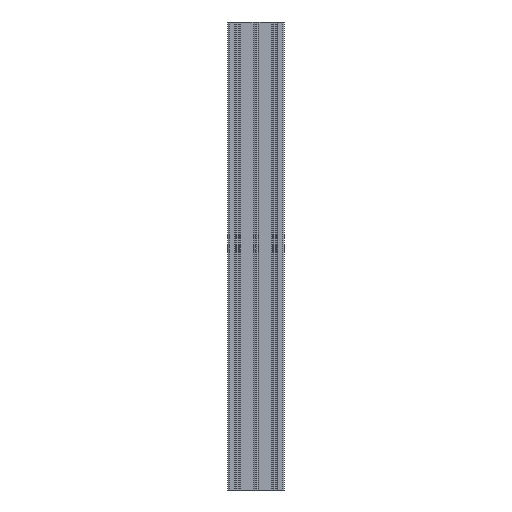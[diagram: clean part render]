
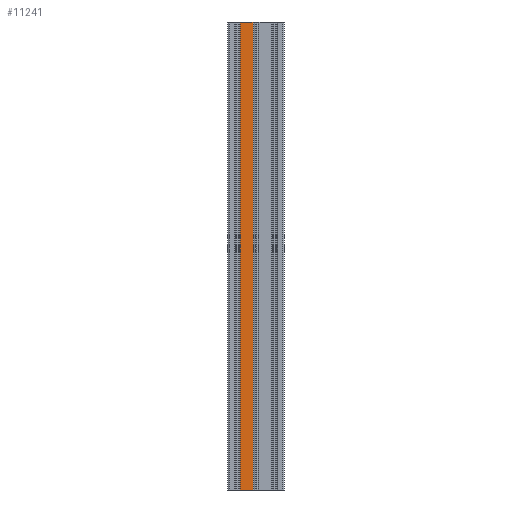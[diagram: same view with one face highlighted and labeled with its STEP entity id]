
A CAD part, front view. The second image highlights one B-rep face of the part: STEP entity #11241.
In plain terms, the highlighted planar face has unit normal (0, -1, 0).
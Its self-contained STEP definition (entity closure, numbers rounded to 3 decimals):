
#933 = VERTEX_POINT ( 'NONE', #10233 ) ;
#1305 = DIRECTION ( 'NONE',  ( 1., 0., 0. ) ) ;
#1680 = DIRECTION ( 'NONE',  ( 0., 1., 0. ) ) ;
#3459 = AXIS2_PLACEMENT_3D ( 'NONE', #8529, #1680, #17208 ) ;
#3688 = CARTESIAN_POINT ( 'NONE',  ( 155579.69, 71944.62, 500. ) ) ;
#4074 = FACE_OUTER_BOUND ( 'NONE', #5840, .T. ) ;
#4530 = PLANE ( 'NONE',  #3459 ) ;
#4890 = DIRECTION ( 'NONE',  ( 1., 0., 0. ) ) ;
#5757 = VERTEX_POINT ( 'NONE', #9242 ) ;
#5764 = ORIENTED_EDGE ( 'NONE', *, *, #7834, .T. ) ;
#5840 = EDGE_LOOP ( 'NONE', ( #6512, #10102, #18052, #5764 ) ) ;
#6512 = ORIENTED_EDGE ( 'NONE', *, *, #7013, .T. ) ;
#6670 = DIRECTION ( 'NONE',  ( 0., 0., -1. ) ) ;
#6817 = VERTEX_POINT ( 'NONE', #3688 ) ;
#6958 = DIRECTION ( 'NONE',  ( 0., 0., -1. ) ) ;
#7013 = EDGE_CURVE ( 'NONE', #11496, #933, #14274, .T. ) ;
#7734 = LINE ( 'NONE', #13505, #12592 ) ;
#7834 = EDGE_CURVE ( 'NONE', #6817, #11496, #11201, .T. ) ;
#8529 = CARTESIAN_POINT ( 'NONE',  ( 0., 71944.62, 500. ) ) ;
#9242 = CARTESIAN_POINT ( 'NONE',  ( 155607.09, 71944.62, 500. ) ) ;
#9486 = LINE ( 'NONE', #16576, #12236 ) ;
#10022 = CARTESIAN_POINT ( 'NONE',  ( 0., 71944.62, -500. ) ) ;
#10102 = ORIENTED_EDGE ( 'NONE', *, *, #10643, .F. ) ;
#10233 = CARTESIAN_POINT ( 'NONE',  ( 155607.09, 71944.62, -500. ) ) ;
#10643 = EDGE_CURVE ( 'NONE', #5757, #933, #9486, .T. ) ;
#11201 = LINE ( 'NONE', #17331, #17256 ) ;
#11241 = ADVANCED_FACE ( 'NONE', ( #4074 ), #4530, .F. ) ;
#11496 = VERTEX_POINT ( 'NONE', #15564 ) ;
#12236 = VECTOR ( 'NONE', #6670, 1000. ) ;
#12592 = VECTOR ( 'NONE', #4890, 1000. ) ;
#13482 = VECTOR ( 'NONE', #1305, 1000. ) ;
#13505 = CARTESIAN_POINT ( 'NONE',  ( 0., 71944.62, 500. ) ) ;
#14274 = LINE ( 'NONE', #10022, #13482 ) ;
#14951 = EDGE_CURVE ( 'NONE', #6817, #5757, #7734, .T. ) ;
#15564 = CARTESIAN_POINT ( 'NONE',  ( 155579.69, 71944.62, -500. ) ) ;
#16576 = CARTESIAN_POINT ( 'NONE',  ( 155607.09, 71944.62, 500. ) ) ;
#17208 = DIRECTION ( 'NONE',  ( 0., 0., 1. ) ) ;
#17256 = VECTOR ( 'NONE', #6958, 1000. ) ;
#17331 = CARTESIAN_POINT ( 'NONE',  ( 155579.69, 71944.62, 500. ) ) ;
#18052 = ORIENTED_EDGE ( 'NONE', *, *, #14951, .F. ) ;
